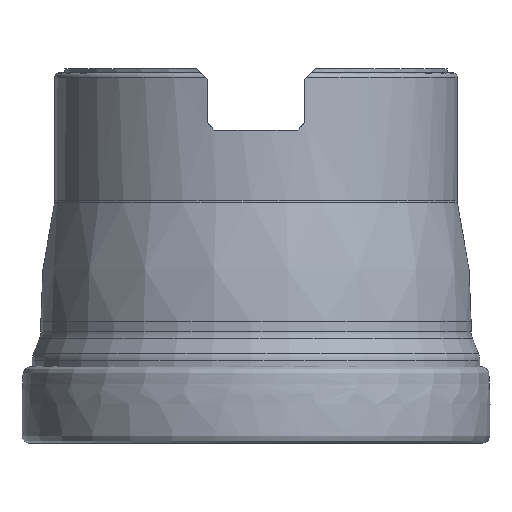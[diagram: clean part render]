
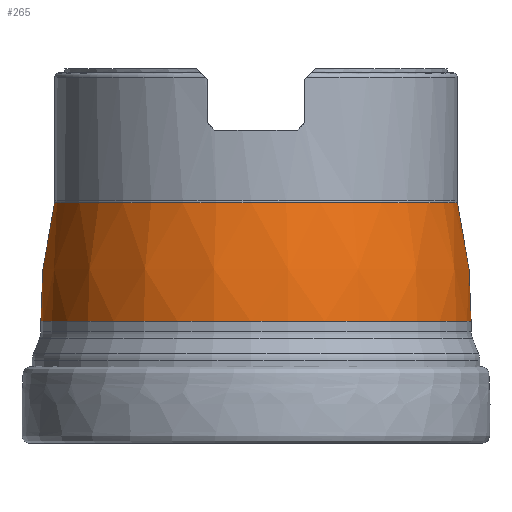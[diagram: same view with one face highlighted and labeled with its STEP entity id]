
A CAD part, front view. The second image highlights one B-rep face of the part: STEP entity #265.
In plain terms, the highlighted face is a revolution surface.
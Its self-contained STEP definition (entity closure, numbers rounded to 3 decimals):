
#98=SURFACE_OF_REVOLUTION('',#237,#99);
#99=AXIS1_PLACEMENT('',#1508,#1183);
#237=B_SPLINE_CURVE_WITH_KNOTS('',3,(#1504,#1505,#1506,#1507),
 .UNSPECIFIED.,.F.,.F.,(4,4),(0.,1.),.UNSPECIFIED.);
#265=ADVANCED_FACE('CN_SU3',(#344,#345),#98,.T.);
#344=FACE_BOUND('',#401,.T.);
#345=FACE_BOUND('',#402,.T.);
#401=EDGE_LOOP('',(#500));
#402=EDGE_LOOP('',(#501));
#500=ORIENTED_EDGE('',*,*,#728,.F.);
#501=ORIENTED_EDGE('',*,*,#754,.T.);
#653=VERTEX_POINT('',#1439);
#677=VERTEX_POINT('',#1502);
#728=EDGE_CURVE('',#653,#653,#822,.T.);
#754=EDGE_CURVE('',#677,#677,#836,.T.);
#822=CIRCLE('',#965,23.);
#836=CIRCLE('',#1000,21.524);
#965=AXIS2_PLACEMENT_3D('',#1438,#1105,#1106);
#1000=AXIS2_PLACEMENT_3D('',#1501,#1179,#1180);
#1105=DIRECTION('',(0.,0.,-1.));
#1106=DIRECTION('',(-0.15,0.989,0.));
#1179=DIRECTION('',(0.,0.,-1.));
#1180=DIRECTION('',(-0.15,0.989,0.));
#1183=DIRECTION('',(0.,0.,-1.));
#1438=CARTESIAN_POINT('',(0.,0.,-27.));
#1439=CARTESIAN_POINT('',(-3.456,22.739,-27.));
#1501=CARTESIAN_POINT('',(0.,0.,
-14.316));
#1502=CARTESIAN_POINT('',(-3.234,21.279,-14.316));
#1504=CARTESIAN_POINT('',(-21.524,0.,-14.316));
#1505=CARTESIAN_POINT('',(-22.905,0.,-20.571));
#1506=CARTESIAN_POINT('',(-23.,0.,-22.732));
#1507=CARTESIAN_POINT('',(-23.,0.,-27.));
#1508=CARTESIAN_POINT('',(0.,0.,
15.2));
